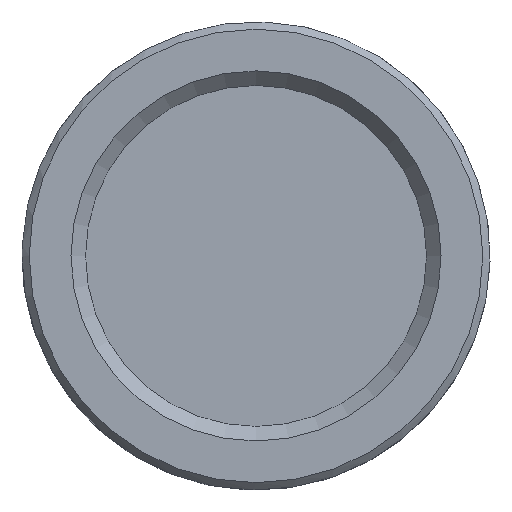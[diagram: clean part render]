
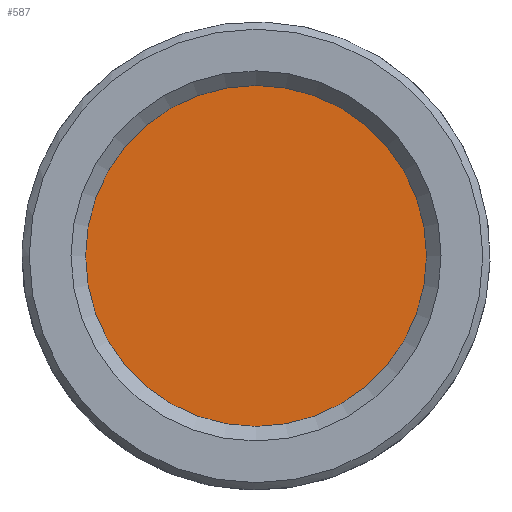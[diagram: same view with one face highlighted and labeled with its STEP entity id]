
A CAD part, top view. The second image highlights one B-rep face of the part: STEP entity #587.
In plain terms, the highlighted planar face has unit normal (0, 0, 1).
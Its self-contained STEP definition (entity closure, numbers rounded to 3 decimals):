
#252=ORIENTED_EDGE('',*,*,#337,.T.);
#337=EDGE_CURVE('',#392,#392,#431,.F.);
#392=VERTEX_POINT('',#1042);
#431=CIRCLE('',#676,23.5);
#473=EDGE_LOOP('',(#252));
#525=FACE_BOUND('',#473,.T.);
#555=PLANE('',#675);
#587=ADVANCED_FACE('',(#525),#555,.F.);
#675=AXIS2_PLACEMENT_3D('',#1040,#852,#853);
#676=AXIS2_PLACEMENT_3D('',#1041,#854,#855);
#852=DIRECTION('',(0.,0.,-1.));
#853=DIRECTION('',(-1.,0.,0.));
#854=DIRECTION('',(0.,0.,-1.));
#855=DIRECTION('',(-1.,0.,0.));
#1040=CARTESIAN_POINT('',(0.,0.,2.));
#1041=CARTESIAN_POINT('',(0.,0.,2.));
#1042=CARTESIAN_POINT('',(-23.5,0.,2.));
